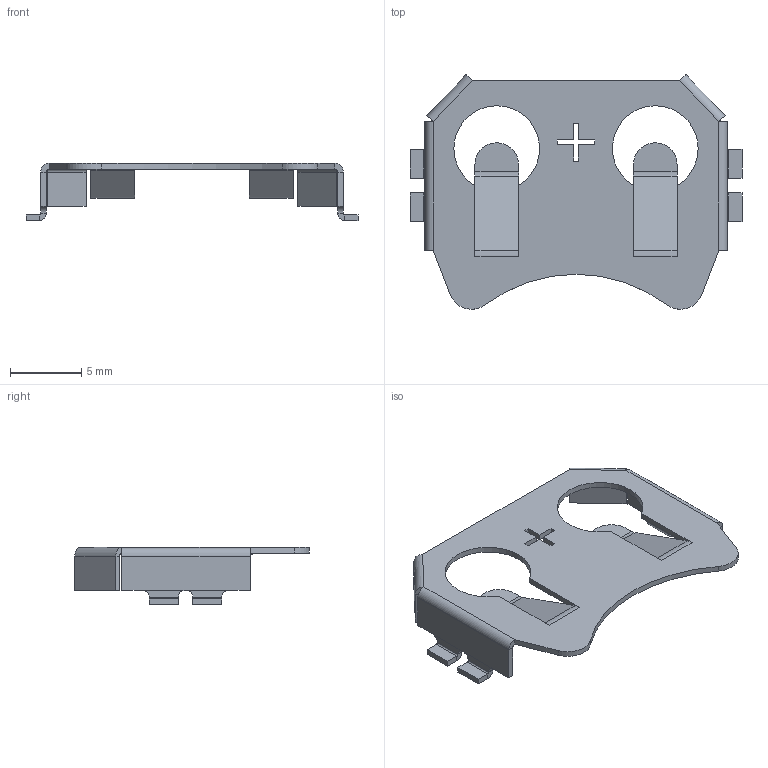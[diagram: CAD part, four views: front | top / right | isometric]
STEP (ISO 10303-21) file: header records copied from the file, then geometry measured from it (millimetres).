
FILE_DESCRIPTION(('FreeCAD Model'),'2;1');
FILE_NAME( 'BatteryHolder_Keystone_3034_1x20mm.step', '2019-05-14T00:35:07',('kicad StepUp'),('ksu MCAD'), 'Open CASCADE STEP processor 7.3','FreeCAD','Unknown');
FILE_SCHEMA(('AUTOMOTIVE_DESIGN { 1 0 10303 214 1 1 1 1 }'));
Length unit declared in the file: millimetre
Products named in the file (1): BatteryHolder_Keystone_3034_1x20mm
Bounding box: 23.24 x 16.41 x 4 mm (x, y, z)
Volume: 135.5 mm3; surface area: 756.1 mm2
Topology: 1 solids, 1 shells, 164 faces, 398 edges, 236 vertices
Faces by surface type: plane 123, cylinder 41
Entity records: 2969 total; most frequent: ORIENTED_EDGE 614, EDGE_CURVE 398, CARTESIAN_POINT 346, LINE 280, VERTEX_POINT 236, AXIS2_PLACEMENT_3D 194, FACE_BOUND 170, EDGE_LOOP 170
